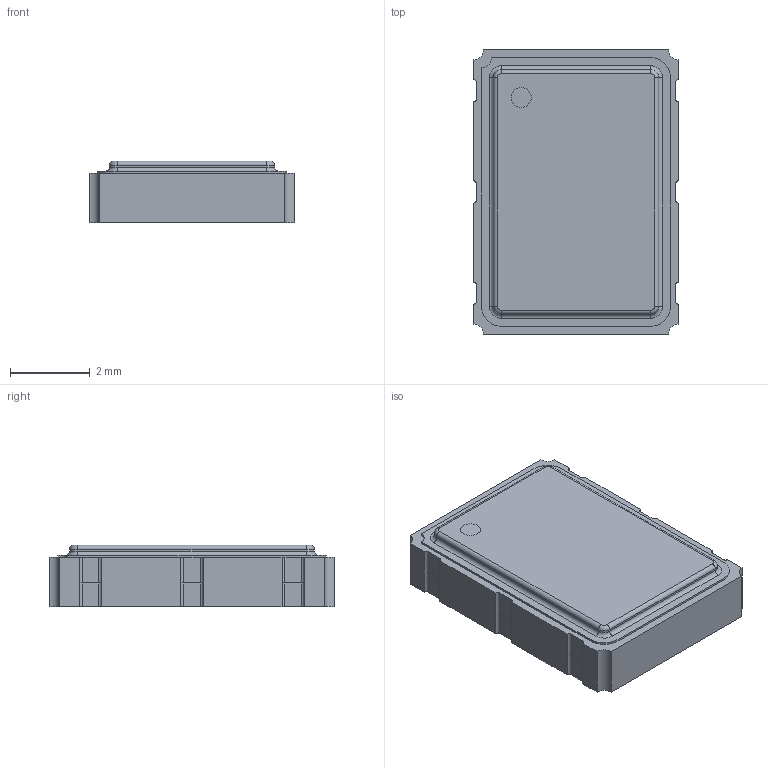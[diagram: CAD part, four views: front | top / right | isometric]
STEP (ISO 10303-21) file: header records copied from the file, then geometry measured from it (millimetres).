
FILE_DESCRIPTION((''),'2;1');
FILE_NAME('OSC_PERICOM_FRETHE025.stp','2012-05-10T11:52:38',(''),(''),'Mechanical Desktop 2011','Mechanical Desktop 2011',', , ');
FILE_SCHEMA(('AUTOMOTIVE_DESIGN { 1 2 10303 214 1 1 1 1 }'));
Length unit declared in the file: millimetre
Products named in the file (1): Product
Bounding box: 5.15 x 7.15 x 1.55 mm (x, y, z)
Volume: 53.5 mm3; surface area: 279 mm2
Topology: 10 solids, 10 shells, 150 faces, 364 edges, 236 vertices
Faces by surface type: plane 92, cylinder 35, bspline 23
Entity records: 4765 total; most frequent: CARTESIAN_POINT 1190, ORIENTED_EDGE 728, DIRECTION 708, EDGE_CURVE 364, VECTOR 276, LINE 276, VERTEX_POINT 236, AXIS2_PLACEMENT_3D 216
